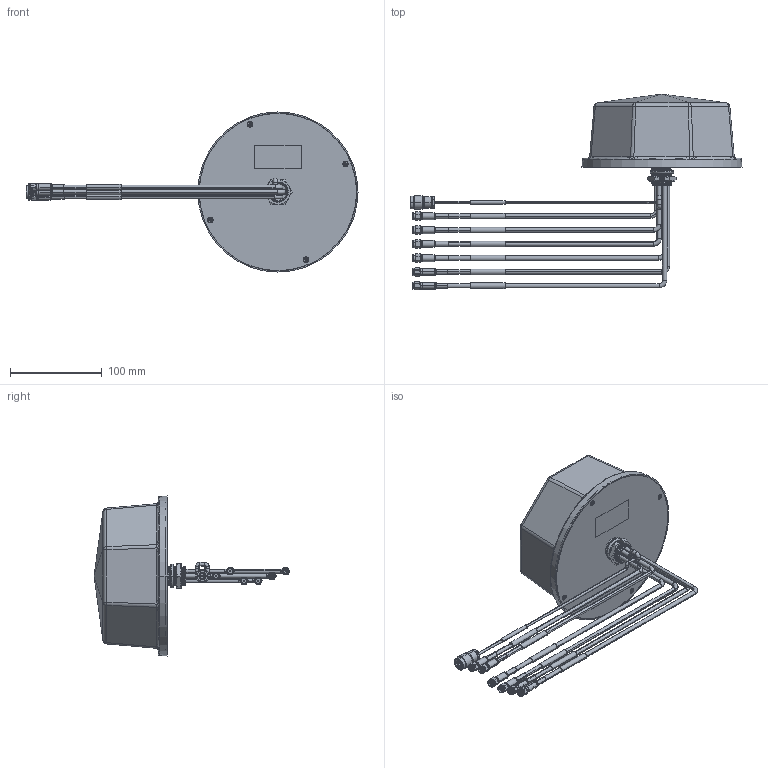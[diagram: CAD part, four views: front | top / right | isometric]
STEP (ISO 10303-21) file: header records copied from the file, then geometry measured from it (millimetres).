
FILE_DESCRIPTION (( 'STEP AP214' ), '1' );
FILE_NAME ('FMANOM1125_3D.step', '2023-08-04T22:43:05', ( '' ), ( '' ), 'SwSTEP 2.0', 'SolidWorks 2022', '' );
FILE_SCHEMA (( 'AUTOMOTIVE_DESIGN' ));
Length unit declared in the file: inch
Products named in the file (14): CB421YD_02^FMANOM1125; PE4215_CELLULAR^FMANOM1125_默认; CB421YD_01^FMANOM1125; PE4769_WI-FI^FMANOM1125; KA3X10^FMANOM1125; LUOMU_M22^FMANOM1125; CB441YD_01^FMANOM1125; O-26X3^FMANOM1125; PE4215-MA1^PE4215_CELLULAR_FMANOM1125; PE4215-MA2^PE4215_CELLULAR_FMANOM1125; PE4303^FMANOM1125; FMANOM1125_3D; DIANLAN-421^FMANOM1125; PE4215-MA0^PE4215_CELLULAR_FMANOM1125
Assembly tree (20 placements, depth 3):
  FMANOM1125_3D
    CB441YD_01^FMANOM1125
    CB421YD_01^FMANOM1125
    CB421YD_02^FMANOM1125
    KA3X10^FMANOM1125  x4
    DIANLAN-421^FMANOM1125
    O-26X3^FMANOM1125
    LUOMU_M22^FMANOM1125
    PE4303^FMANOM1125
    PE4215_CELLULAR^FMANOM1125_默认  x4
      PE4215-MA0^PE4215_CELLULAR_FMANOM1125
      PE4215-MA1^PE4215_CELLULAR_FMANOM1125
      PE4215-MA2^PE4215_CELLULAR_FMANOM1125
    PE4769_WI-FI^FMANOM1125  x2
Bounding box: 362.82 x 213.95 x 175 mm (x, y, z)
Volume: 223791.1 mm3; surface area: 219241.8 mm2
Topology: 33 solids, 37 shells, 6912 faces, 14550 edges, 7772 vertices
Faces by surface type: bspline 4344, cylinder 1450, plane 629, cone 365, torus 116, sphere 8
Entity records: 93998 total; most frequent: CARTESIAN_POINT 57625, ORIENTED_EDGE 9466, EDGE_CURVE 4733, DIRECTION 4495, VERTEX_POINT 2615, EDGE_LOOP 2276, ADVANCED_FACE 2205, FACE_OUTER_BOUND 2205
